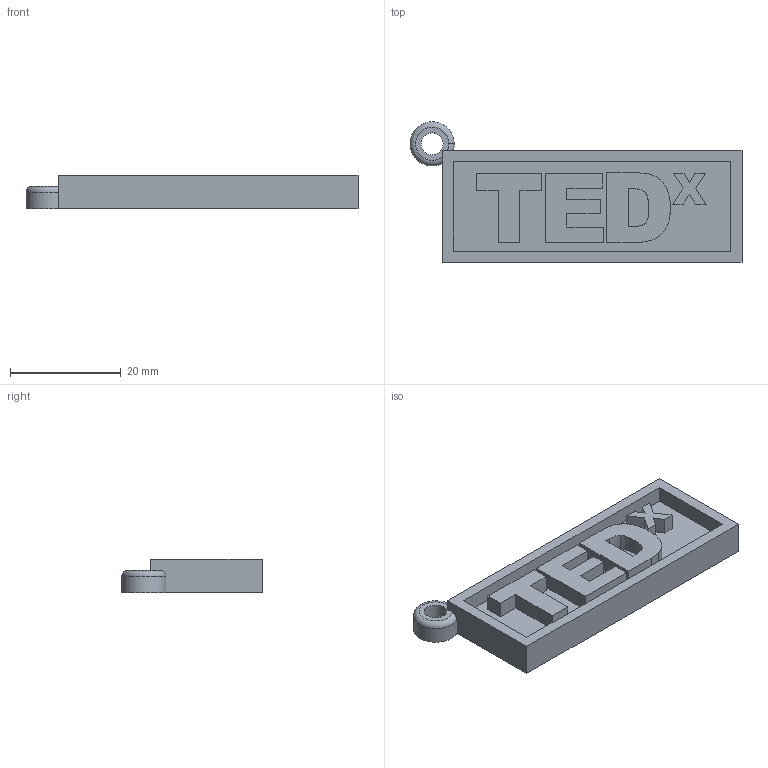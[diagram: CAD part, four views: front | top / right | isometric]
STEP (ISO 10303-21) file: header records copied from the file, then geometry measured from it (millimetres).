
FILE_DESCRIPTION(('FreeCAD Model'),'2;1');
FILE_NAME( 'TEDxChain.step' ,'2015-02-22T18:02:20',('FreeCAD'),('FreeCAD'), 'Open CASCADE STEP processor 6.7','FreeCAD','Unknown');
FILE_SCHEMA(('AUTOMOTIVE_DESIGN_CC2 { 1 2 10303 214 -1 1 5 4 }'));
Length unit declared in the file: millimetre
Products named in the file (1): TEDxLlavero
Bounding box: 60.06 x 25.41 x 6 mm (x, y, z)
Volume: 5167.8 mm3; surface area: 4297.5 mm2
Topology: 1 solids, 1 shells, 73 faces, 194 edges, 129 vertices
Faces by surface type: extrusion 51, plane 13, bspline 4, cylinder 3, torus 2
Full cylindrical faces by diameter (mm): 4 x1
Entity records: 5368 total; most frequent: CARTESIAN_POINT 1829, DIRECTION 460, VECTOR 398, ORIENTED_EDGE 388, PCURVE 388, DEFINITIONAL_REPRESENTATION 388, LINE 347, B_SPLINE_CURVE_WITH_KNOTS 271
